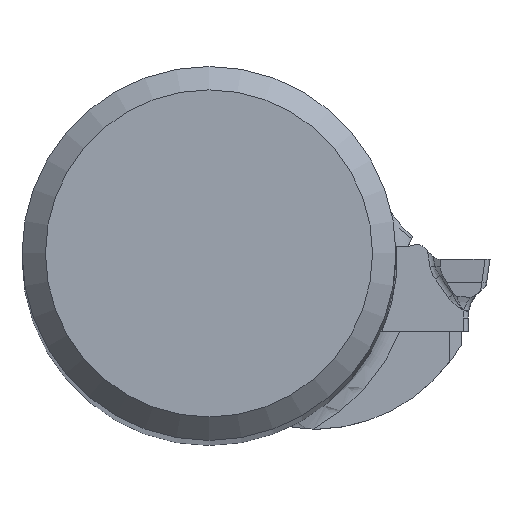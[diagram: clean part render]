
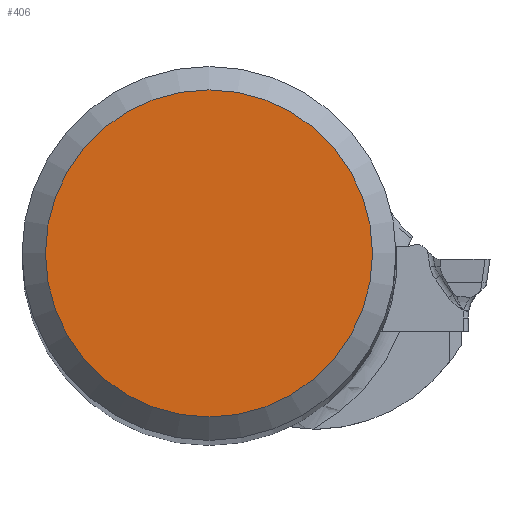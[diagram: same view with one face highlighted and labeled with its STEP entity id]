
A CAD part, top view. The second image highlights one B-rep face of the part: STEP entity #406.
In plain terms, the highlighted planar face has unit normal (0, 0, 1).
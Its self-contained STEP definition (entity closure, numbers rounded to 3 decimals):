
#212=FACE_OUTER_BOUND('',#909,.T.);
#322=CIRCLE('',#2397,6.985);
#406=ADVANCED_FACE('TB_BL_N5_SU8',(#212),#524,.F.);
#524=PLANE('',#2398);
#909=EDGE_LOOP('',(#1173));
#1173=ORIENTED_EDGE('',*,*,#1970,.T.);
#1729=VERTEX_POINT('',#3514);
#1970=EDGE_CURVE('',#1729,#1729,#322,.T.);
#2397=AXIS2_PLACEMENT_3D('',#3513,#2731,#2732);
#2398=AXIS2_PLACEMENT_3D('',#3515,#2733,#2734);
#2731=DIRECTION('',(0.,0.,1.));
#2732=DIRECTION('',(-1.,0.,0.));
#2733=DIRECTION('',(0.,0.,-1.));
#2734=DIRECTION('',(1.,0.,0.));
#3513=CARTESIAN_POINT('',(0.,0.,0.));
#3514=CARTESIAN_POINT('',(-6.985,0.,0.));
#3515=CARTESIAN_POINT('',(-6.985,0.,0.));
